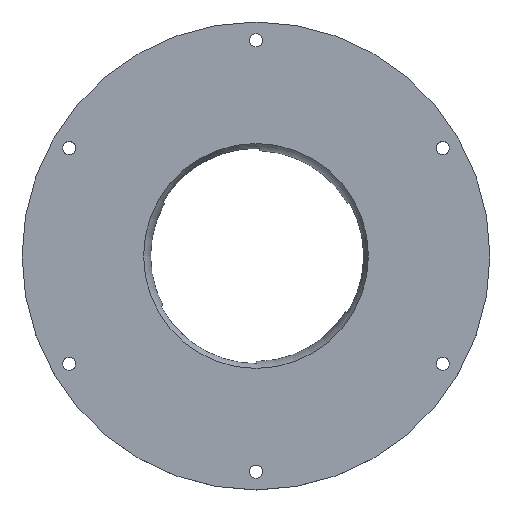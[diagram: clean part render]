
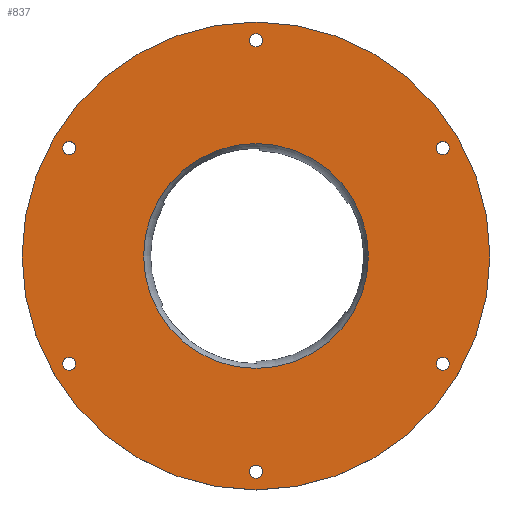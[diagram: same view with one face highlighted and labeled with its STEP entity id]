
A CAD part, top view. The second image highlights one B-rep face of the part: STEP entity #837.
In plain terms, the highlighted planar face has unit normal (0, 0, 1).
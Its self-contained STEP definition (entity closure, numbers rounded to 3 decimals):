
#23=FACE_BOUND('',#155,.T.);
#24=FACE_BOUND('',#156,.T.);
#25=FACE_BOUND('',#157,.T.);
#26=FACE_BOUND('',#158,.T.);
#27=FACE_BOUND('',#159,.T.);
#28=FACE_BOUND('',#160,.T.);
#29=FACE_BOUND('',#161,.T.);
#56=PLANE('',#967);
#101=FACE_OUTER_BOUND('',#154,.T.);
#154=EDGE_LOOP('',(#767));
#155=EDGE_LOOP('',(#768));
#156=EDGE_LOOP('',(#769));
#157=EDGE_LOOP('',(#770));
#158=EDGE_LOOP('',(#771));
#159=EDGE_LOOP('',(#772));
#160=EDGE_LOOP('',(#773));
#161=EDGE_LOOP('',(#774));
#262=CIRCLE('',#853,2.8);
#264=CIRCLE('',#856,2.8);
#266=CIRCLE('',#859,2.8);
#268=CIRCLE('',#862,2.8);
#270=CIRCLE('',#865,2.8);
#272=CIRCLE('',#868,2.8);
#296=CIRCLE('',#908,100.);
#327=CIRCLE('',#948,48.05);
#333=VERTEX_POINT('',#1254);
#335=VERTEX_POINT('',#1260);
#337=VERTEX_POINT('',#1266);
#339=VERTEX_POINT('',#1272);
#341=VERTEX_POINT('',#1278);
#343=VERTEX_POINT('',#1284);
#377=VERTEX_POINT('',#1381);
#407=VERTEX_POINT('',#1462);
#412=EDGE_CURVE('',#333,#333,#262,.T.);
#415=EDGE_CURVE('',#335,#335,#264,.T.);
#418=EDGE_CURVE('',#337,#337,#266,.T.);
#421=EDGE_CURVE('',#339,#339,#268,.T.);
#424=EDGE_CURVE('',#341,#341,#270,.T.);
#427=EDGE_CURVE('',#343,#343,#272,.T.);
#475=EDGE_CURVE('',#377,#377,#296,.T.);
#517=EDGE_CURVE('',#407,#407,#327,.T.);
#767=ORIENTED_EDGE('',*,*,#475,.F.);
#768=ORIENTED_EDGE('',*,*,#412,.T.);
#769=ORIENTED_EDGE('',*,*,#415,.T.);
#770=ORIENTED_EDGE('',*,*,#418,.T.);
#771=ORIENTED_EDGE('',*,*,#421,.T.);
#772=ORIENTED_EDGE('',*,*,#424,.T.);
#773=ORIENTED_EDGE('',*,*,#427,.T.);
#774=ORIENTED_EDGE('',*,*,#517,.F.);
#837=ADVANCED_FACE('',(#101,#23,#24,#25,#26,#27,#28,#29),#56,.T.);
#853=AXIS2_PLACEMENT_3D('',#1255,#972,#973);
#856=AXIS2_PLACEMENT_3D('',#1261,#979,#980);
#859=AXIS2_PLACEMENT_3D('',#1267,#986,#987);
#862=AXIS2_PLACEMENT_3D('',#1273,#993,#994);
#865=AXIS2_PLACEMENT_3D('',#1279,#1000,#1001);
#868=AXIS2_PLACEMENT_3D('',#1285,#1007,#1008);
#908=AXIS2_PLACEMENT_3D('',#1383,#1111,#1112);
#948=AXIS2_PLACEMENT_3D('',#1464,#1202,#1203);
#967=AXIS2_PLACEMENT_3D('',#1497,#1250,#1251);
#972=DIRECTION('center_axis',(0.,0.,-1.));
#973=DIRECTION('ref_axis',(-0.5,0.866,0.));
#979=DIRECTION('center_axis',(0.,0.,-1.));
#980=DIRECTION('ref_axis',(0.5,0.866,0.));
#986=DIRECTION('center_axis',(0.,0.,-1.));
#987=DIRECTION('ref_axis',(1.,0.,0.));
#993=DIRECTION('center_axis',(0.,0.,-1.));
#994=DIRECTION('ref_axis',(0.5,-0.866,0.));
#1000=DIRECTION('center_axis',(0.,0.,-1.));
#1001=DIRECTION('ref_axis',(-0.5,-0.866,0.));
#1007=DIRECTION('center_axis',(0.,0.,-1.));
#1008=DIRECTION('ref_axis',(-1.,0.,0.));
#1111=DIRECTION('center_axis',(0.,0.,-1.));
#1112=DIRECTION('ref_axis',(1.,0.,0.));
#1202=DIRECTION('center_axis',(0.,0.,1.));
#1203=DIRECTION('ref_axis',(1.,0.,0.));
#1250=DIRECTION('center_axis',(0.,0.,1.));
#1251=DIRECTION('ref_axis',(1.,0.,0.));
#1254=CARTESIAN_POINT('',(-78.448,-48.525,93.632));
#1255=CARTESIAN_POINT('Origin',(-79.848,-46.1,93.632));
#1260=CARTESIAN_POINT('',(-81.248,43.675,93.632));
#1261=CARTESIAN_POINT('Origin',(-79.848,46.1,93.632));
#1266=CARTESIAN_POINT('',(-2.8,92.2,93.632));
#1267=CARTESIAN_POINT('Origin',(0.,92.2,93.632));
#1272=CARTESIAN_POINT('',(78.448,48.525,93.632));
#1273=CARTESIAN_POINT('Origin',(79.848,46.1,93.632));
#1278=CARTESIAN_POINT('',(81.248,-43.675,93.632));
#1279=CARTESIAN_POINT('Origin',(79.848,-46.1,93.632));
#1284=CARTESIAN_POINT('',(2.8,-92.2,93.632));
#1285=CARTESIAN_POINT('Origin',(0.,-92.2,93.632));
#1381=CARTESIAN_POINT('',(-100.,0.,93.632));
#1383=CARTESIAN_POINT('Origin',(0.,0.,93.632));
#1462=CARTESIAN_POINT('',(-48.05,0.,93.632));
#1464=CARTESIAN_POINT('Origin',(0.,0.,93.632));
#1497=CARTESIAN_POINT('Origin',(0.,-48.05,93.632));
